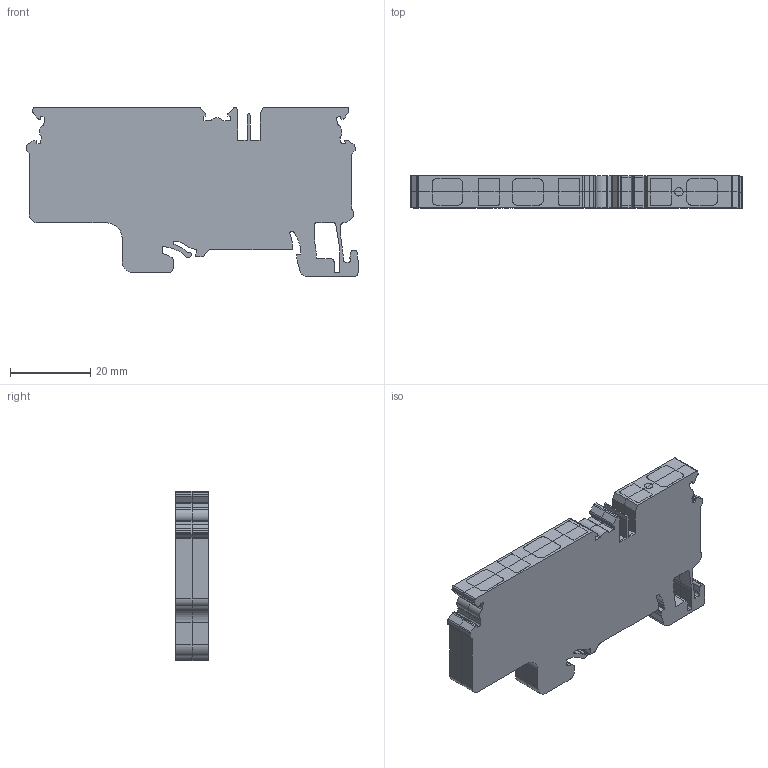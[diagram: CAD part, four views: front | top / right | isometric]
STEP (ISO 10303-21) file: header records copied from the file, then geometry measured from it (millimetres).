
FILE_DESCRIPTION (( 'STEP AP214' ), '1' );
FILE_NAME ('CX6_3PE.STEP', '2024-11-20T09:31:46', ( '' ), ( '' ), 'SwSTEP 2.0', 'SolidWorks 2022', '' );
FILE_SCHEMA (( 'AUTOMOTIVE_DESIGN' ));
Length unit declared in the file: millimetre
Products named in the file (1): CX6_3PE
Bounding box: 82.85 x 8 x 42.2 mm (x, y, z)
Volume: 21457.4 mm3; surface area: 13751.1 mm2
Topology: 2 solids, 2 shells, 504 faces, 1500 edges, 1000 vertices
Faces by surface type: plane 270, cylinder 234
Entity records: 17261 total; most frequent: CARTESIAN_POINT 3005, ORIENTED_EDGE 3000, DIRECTION 2978, EDGE_CURVE 1500, LINE 1032, VECTOR 1032, VERTEX_POINT 1000, AXIS2_PLACEMENT_3D 973
